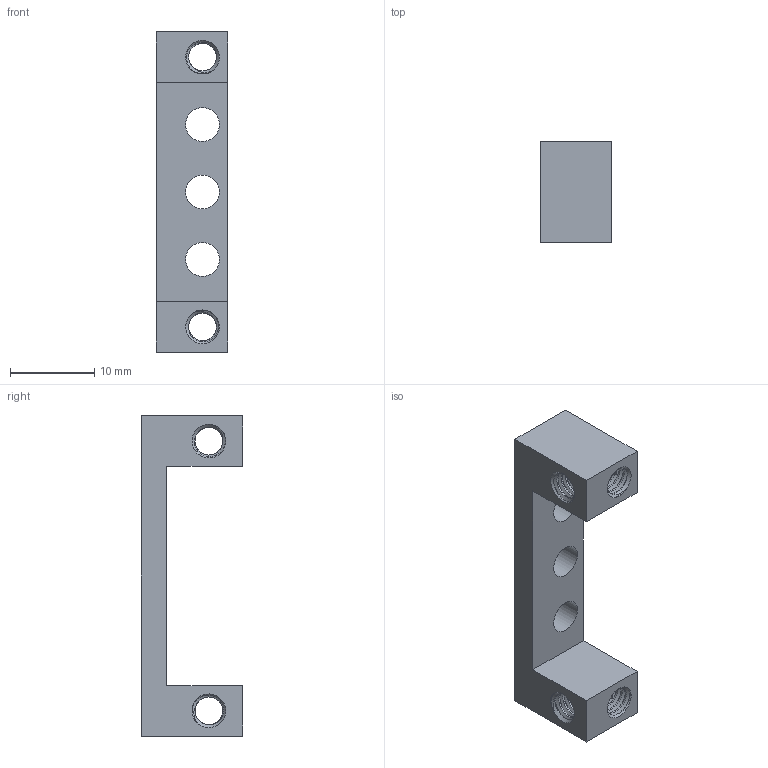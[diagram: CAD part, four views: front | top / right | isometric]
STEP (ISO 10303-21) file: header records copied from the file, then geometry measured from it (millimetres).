
FILE_DESCRIPTION( ( '' ), ' ' );
FILE_NAME( '5a2aca1b72ac810ef6302f60.step', '2017-12-08T17:21:32', ( '' ), ( '' ), ' ', ' ', ' ' );
FILE_SCHEMA( ( 'AUTOMOTIVE_DESIGN { 1 0 10303 214 1 1 1 1 }' ) );
Length unit declared in the file: metre
Products named in the file (1): 1205-0032-0002
Bounding box: 8.5 x 12 x 38 mm (x, y, z)
Volume: 1415.5 mm3; surface area: 1957.7 mm2
Topology: 1 solids, 1 shells, 366 faces, 1419 edges, 1051 vertices
Faces by surface type: cylinder 233, bspline 115, plane 10, cone 8
Full cylindrical faces by diameter (mm): 4 x3
Entity records: 26429 total; most frequent: CARTESIAN_POINT 14362, ORIENTED_EDGE 2828, EDGE_CURVE 1414, VERTEX_POINT 1049, DIRECTION 969, B_SPLINE_CURVE_WITH_KNOTS 722, AXIS2_PLACEMENT_3D 466, EDGE_LOOP 383
